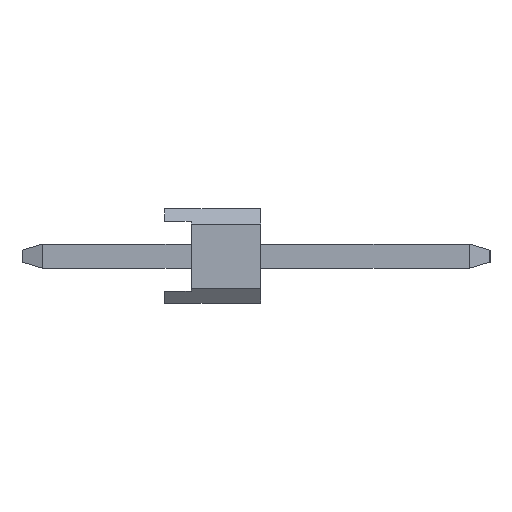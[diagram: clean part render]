
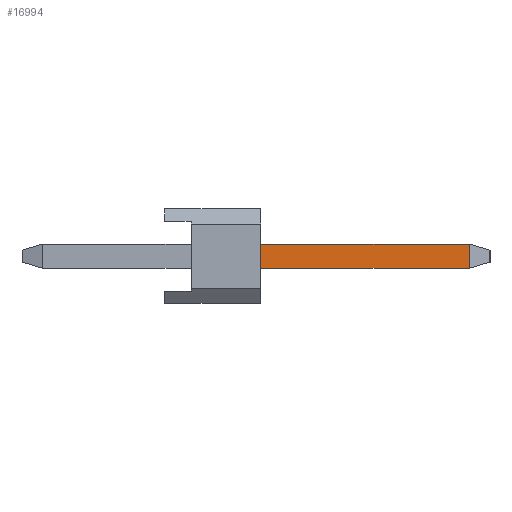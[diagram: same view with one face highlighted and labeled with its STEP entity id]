
A CAD part, left-side view. The second image highlights one B-rep face of the part: STEP entity #16994.
In plain terms, the highlighted planar face has unit normal (-1, 0, 0).
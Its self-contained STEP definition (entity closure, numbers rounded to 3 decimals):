
#6972=EDGE_CURVE('',#10342,#10240,#18786,.T.);
#9110=VERTEX_POINT('',#21114);
#9704=EDGE_CURVE('',#10240,#9110,#21801,.T.);
#9970=EDGE_CURVE('',#11184,#10342,#22104,.T.);
#10240=VERTEX_POINT('',#22401);
#10342=VERTEX_POINT('',#22521);
#10788=EDGE_CURVE('',#9110,#11184,#23017,.T.);
#11184=VERTEX_POINT('',#23461);
#16994=ADVANCED_FACE('',(#29855),#29856,.T.);
#18786=LINE('',#32286,#32287);
#21114=CARTESIAN_POINT('',(-47.31,-2.54,-0.32));
#21801=LINE('',#36639,#36640);
#22104=LINE('',#37056,#37057);
#22401=CARTESIAN_POINT('',(-47.31,-8.074,-0.32));
#22521=CARTESIAN_POINT('',(-47.31,-8.074,0.32));
#23017=LINE('',#38369,#38370);
#23461=CARTESIAN_POINT('',(-47.31,-2.54,0.32));
#29855=FACE_OUTER_BOUND('',#48244,.T.);
#29856=PLANE('',#48245);
#32286=CARTESIAN_POINT('',(-47.31,-8.074,0.5));
#32287=VECTOR('',#50372,1.0);
#36639=CARTESIAN_POINT('',(-47.31,3.234,-0.32));
#36640=VECTOR('',#53527,1.0);
#37056=CARTESIAN_POINT('',(-47.31,-2.42,0.32));
#37057=VECTOR('',#53892,1.0);
#38369=CARTESIAN_POINT('',(-47.31,-2.54,0.252));
#38370=VECTOR('',#54878,1.0);
#48244=EDGE_LOOP('',(#61746,#61747,#61748,#61749));
#48245=AXIS2_PLACEMENT_3D('',#61750,#61751,#61752);
#50372=DIRECTION('',(0.0,0.,-1.0));
#53527=DIRECTION('',(0.,1.0,0.));
#53892=DIRECTION('',(0.,-1.0,0.));
#54878=DIRECTION('',(0.,0.,1.0));
#61746=ORIENTED_EDGE('',*,*,#10788,.F.);
#61747=ORIENTED_EDGE('',*,*,#9704,.F.);
#61748=ORIENTED_EDGE('',*,*,#6972,.F.);
#61749=ORIENTED_EDGE('',*,*,#9970,.F.);
#61750=CARTESIAN_POINT('',(-47.31,3.234,0.5));
#61751=DIRECTION('',(-1.0,0.,0.));
#61752=DIRECTION('',(0.,1.0,0.));
